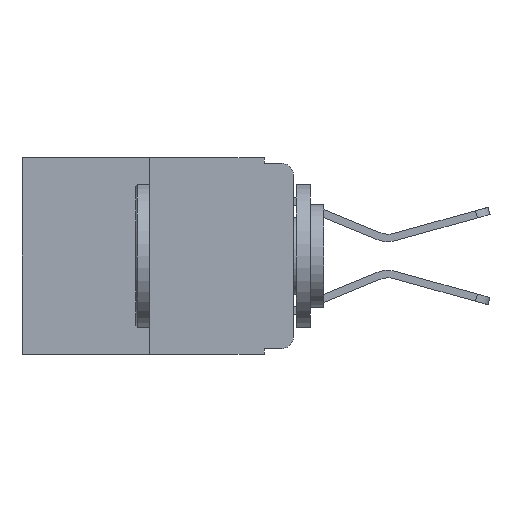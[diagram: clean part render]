
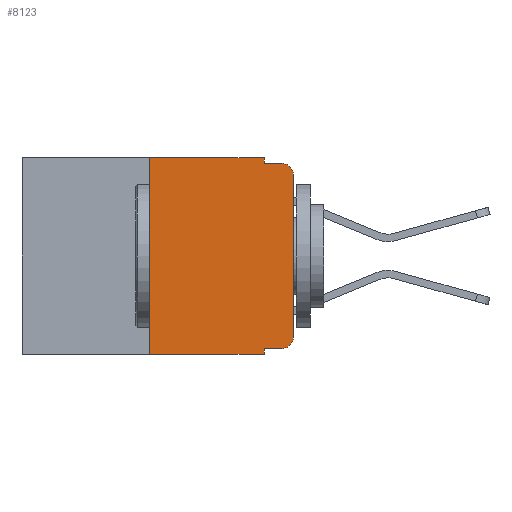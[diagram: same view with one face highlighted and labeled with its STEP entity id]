
A CAD part, left-side view. The second image highlights one B-rep face of the part: STEP entity #8123.
In plain terms, the highlighted planar face has unit normal (-1, 0, 0).
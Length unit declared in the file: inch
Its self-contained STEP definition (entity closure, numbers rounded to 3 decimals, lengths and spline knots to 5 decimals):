
#23 = CIRCLE ( 'NONE', #16104, 0.02 ) ;
#177 = VECTOR ( 'NONE', #13815, 39.37008 ) ;
#202 = CARTESIAN_POINT ( 'NONE',  ( 0., 0.051, -0.01 ) ) ;
#307 = DIRECTION ( 'NONE',  ( 1., 0., 0. ) ) ;
#1370 = LINE ( 'NONE', #202, #7703 ) ;
#1987 = CARTESIAN_POINT ( 'NONE',  ( 0., 0.02, -0.01 ) ) ;
#2286 = LINE ( 'NONE', #8878, #177 ) ;
#2416 = VERTEX_POINT ( 'NONE', #1987 ) ;
#2477 = CARTESIAN_POINT ( 'NONE',  ( 0., 0., -0.313 ) ) ;
#2553 = VERTEX_POINT ( 'NONE', #12895 ) ;
#2568 = ORIENTED_EDGE ( 'NONE', *, *, #3857, .F. ) ;
#2623 = CARTESIAN_POINT ( 'NONE',  ( 0., 0.051, -0.333 ) ) ;
#2795 = LINE ( 'NONE', #10449, #15211 ) ;
#2949 = VECTOR ( 'NONE', #13500, 39.37008 ) ;
#3013 = CARTESIAN_POINT ( 'NONE',  ( 0., 0., 0. ) ) ;
#3545 = CARTESIAN_POINT ( 'NONE',  ( 0., 0.25, -0.343 ) ) ;
#3781 = DIRECTION ( 'NONE',  ( 0., -1., 0. ) ) ;
#3857 = EDGE_CURVE ( 'NONE', #13357, #2416, #1370, .T. ) ;
#3883 = VERTEX_POINT ( 'NONE', #2623 ) ;
#4004 = VECTOR ( 'NONE', #8283, 39.37008 ) ;
#4562 = CIRCLE ( 'NONE', #14300, 0.02 ) ;
#5043 = LINE ( 'NONE', #10058, #13614 ) ;
#5291 = ORIENTED_EDGE ( 'NONE', *, *, #15437, .T. ) ;
#5303 = ORIENTED_EDGE ( 'NONE', *, *, #16027, .F. ) ;
#5545 = CARTESIAN_POINT ( 'NONE',  ( 0., 0.051, -0.333 ) ) ;
#5681 = ORIENTED_EDGE ( 'NONE', *, *, #13290, .F. ) ;
#5807 = CARTESIAN_POINT ( 'NONE',  ( 0., 0.02, -0.333 ) ) ;
#5833 = ORIENTED_EDGE ( 'NONE', *, *, #8386, .F. ) ;
#5906 = EDGE_CURVE ( 'NONE', #2553, #2416, #4562, .T. ) ;
#6323 = VECTOR ( 'NONE', #14353, 39.37008 ) ;
#6343 = VERTEX_POINT ( 'NONE', #3545 ) ;
#6373 = AXIS2_PLACEMENT_3D ( 'NONE', #11706, #307, #11536 ) ;
#6469 = CARTESIAN_POINT ( 'NONE',  ( 0., 0.25, 0. ) ) ;
#6535 = CARTESIAN_POINT ( 'NONE',  ( 0., 0.473, -0.343 ) ) ;
#6645 = CARTESIAN_POINT ( 'NONE',  ( 0., 0.051, -0.01 ) ) ;
#7300 = CARTESIAN_POINT ( 'NONE',  ( 0., 0.02, -0.03 ) ) ;
#7703 = VECTOR ( 'NONE', #3781, 39.37008 ) ;
#8005 = DIRECTION ( 'NONE',  ( 0., 0., -1. ) ) ;
#8068 = EDGE_CURVE ( 'NONE', #15151, #12729, #23, .T. ) ;
#8123 = ADVANCED_FACE ( 'NONE', ( #14083 ), #11464, .F. ) ;
#8283 = DIRECTION ( 'NONE',  ( 0., 0., 1. ) ) ;
#8386 = EDGE_CURVE ( 'NONE', #3883, #13582, #11267, .T. ) ;
#8402 = EDGE_LOOP ( 'NONE', ( #11227, #9912, #2568, #15571, #5681, #5303, #9058, #5833, #5291, #8795 ) ) ;
#8795 = ORIENTED_EDGE ( 'NONE', *, *, #8068, .T. ) ;
#8878 = CARTESIAN_POINT ( 'NONE',  ( 0., 0.473, 0. ) ) ;
#8987 = CARTESIAN_POINT ( 'NONE',  ( 0., 0.02, -0.313 ) ) ;
#9055 = EDGE_CURVE ( 'NONE', #12729, #2553, #14297, .T. ) ;
#9058 = ORIENTED_EDGE ( 'NONE', *, *, #9505, .T. ) ;
#9505 = EDGE_CURVE ( 'NONE', #6343, #13582, #12798, .T. ) ;
#9912 = ORIENTED_EDGE ( 'NONE', *, *, #5906, .T. ) ;
#10058 = CARTESIAN_POINT ( 'NONE',  ( 0., 0.051, 0. ) ) ;
#10086 = DIRECTION ( 'NONE',  ( 0., -1., 0. ) ) ;
#10449 = CARTESIAN_POINT ( 'NONE',  ( 0., 0.25, 0. ) ) ;
#11227 = ORIENTED_EDGE ( 'NONE', *, *, #9055, .T. ) ;
#11267 = LINE ( 'NONE', #16319, #2949 ) ;
#11464 = PLANE ( 'NONE',  #6373 ) ;
#11536 = DIRECTION ( 'NONE',  ( 0., 0., -1. ) ) ;
#11706 = CARTESIAN_POINT ( 'NONE',  ( 0., 0.473, 0. ) ) ;
#11897 = VERTEX_POINT ( 'NONE', #6469 ) ;
#11912 = VECTOR ( 'NONE', #10086, 39.37008 ) ;
#12242 = DIRECTION ( 'NONE',  ( -1., 0., 0. ) ) ;
#12628 = LINE ( 'NONE', #5545, #6323 ) ;
#12729 = VERTEX_POINT ( 'NONE', #2477 ) ;
#12798 = LINE ( 'NONE', #6535, #11912 ) ;
#12895 = CARTESIAN_POINT ( 'NONE',  ( 0., 0., -0.03 ) ) ;
#12977 = VERTEX_POINT ( 'NONE', #14330 ) ;
#13290 = EDGE_CURVE ( 'NONE', #11897, #12977, #2286, .T. ) ;
#13357 = VERTEX_POINT ( 'NONE', #6645 ) ;
#13500 = DIRECTION ( 'NONE',  ( 0., 0., -1. ) ) ;
#13582 = VERTEX_POINT ( 'NONE', #14470 ) ;
#13614 = VECTOR ( 'NONE', #15104, 39.37008 ) ;
#13815 = DIRECTION ( 'NONE',  ( 0., -1., 0. ) ) ;
#14083 = FACE_OUTER_BOUND ( 'NONE', #8402, .T. ) ;
#14251 = DIRECTION ( 'NONE',  ( -1., 0., 0. ) ) ;
#14297 = LINE ( 'NONE', #3013, #4004 ) ;
#14300 = AXIS2_PLACEMENT_3D ( 'NONE', #7300, #12242, #15955 ) ;
#14330 = CARTESIAN_POINT ( 'NONE',  ( 0., 0.051, 0. ) ) ;
#14353 = DIRECTION ( 'NONE',  ( 0., -1., 0. ) ) ;
#14409 = DIRECTION ( 'NONE',  ( 0., 0., 1. ) ) ;
#14470 = CARTESIAN_POINT ( 'NONE',  ( 0., 0.051, -0.343 ) ) ;
#15104 = DIRECTION ( 'NONE',  ( 0., 0., -1. ) ) ;
#15151 = VERTEX_POINT ( 'NONE', #5807 ) ;
#15211 = VECTOR ( 'NONE', #14409, 39.37008 ) ;
#15437 = EDGE_CURVE ( 'NONE', #3883, #15151, #12628, .T. ) ;
#15571 = ORIENTED_EDGE ( 'NONE', *, *, #15876, .F. ) ;
#15876 = EDGE_CURVE ( 'NONE', #12977, #13357, #5043, .T. ) ;
#15955 = DIRECTION ( 'NONE',  ( 0., 0., -1. ) ) ;
#16027 = EDGE_CURVE ( 'NONE', #6343, #11897, #2795, .T. ) ;
#16104 = AXIS2_PLACEMENT_3D ( 'NONE', #8987, #14251, #8005 ) ;
#16319 = CARTESIAN_POINT ( 'NONE',  ( 0., 0.051, 0. ) ) ;
